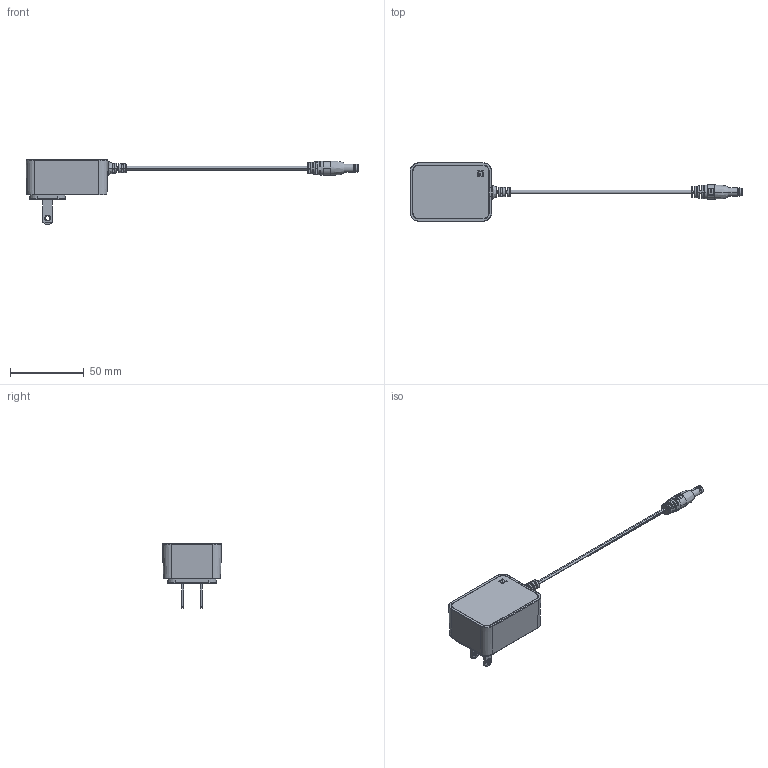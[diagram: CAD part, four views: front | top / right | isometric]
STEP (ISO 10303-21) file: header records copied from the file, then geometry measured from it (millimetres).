
FILE_DESCRIPTION (( 'STEP AP203' ), '1' );
FILE_NAME ('16-00078.STEP', '2019-08-13T21:05:17', ( '' ), ( '' ), 'SwSTEP 2.0', 'SolidWorks 2015', '' );
FILE_SCHEMA (( 'CONFIG_CONTROL_DESIGN' ));
Length unit declared in the file: millimetre
Products named in the file (14): 26-00003; 50-00133 contact; 26-00003_bottom; Nema 1-15 plug; 24-00003; 26-00003_top; 10-03171; 50-00133; 30-00344_power supply; 50-00133 insulator; 50-00133 shell; 16-00078; UL_1-15 pin; 24-00279
Assembly tree (14 placements, depth 4):
  16-00078
    26-00003
      26-00003_bottom
      26-00003_top
    10-03171
      30-00344_power supply
      24-00003
      24-00279
      50-00133
        50-00133 contact
        50-00133 insulator
        50-00133 shell
    Nema 1-15 plug
      UL_1-15 pin  x2
Bounding box: 225.09 x 39.98 x 44 mm (x, y, z)
Volume: 20071.6 mm3; surface area: 28064.5 mm2
Topology: 94 solids, 94 shells, 1094 faces, 2457 edges, 1604 vertices
Faces by surface type: plane 577, cylinder 298, bspline 137, cone 48, torus 34
Entity records: 37000 total; most frequent: CARTESIAN_POINT 12165, ORIENTED_EDGE 4786, DIRECTION 4728, EDGE_CURVE 2393, AXIS2_PLACEMENT_3D 1756, VERTEX_POINT 1564, LINE 1216, VECTOR 1216
